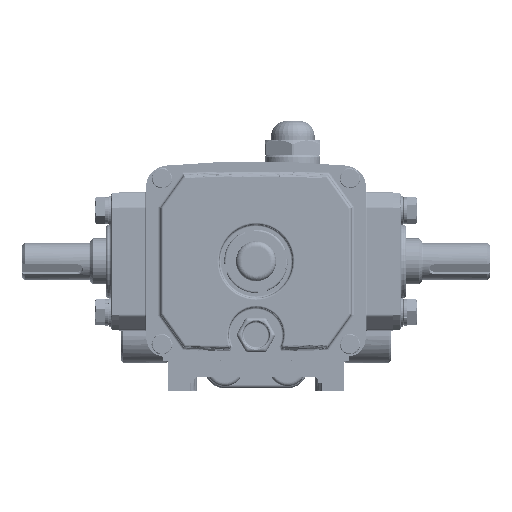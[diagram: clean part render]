
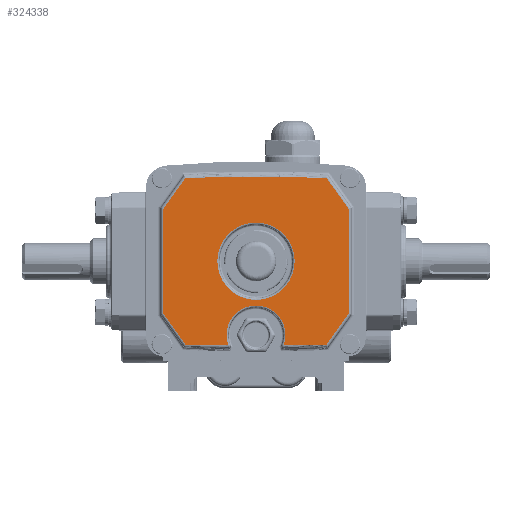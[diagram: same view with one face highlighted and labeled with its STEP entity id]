
A CAD part, top view. The second image highlights one B-rep face of the part: STEP entity #324338.
In plain terms, the highlighted planar face has unit normal (0, 0, 1).
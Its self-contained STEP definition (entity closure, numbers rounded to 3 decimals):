
#317037 = CARTESIAN_POINT ( 'NONE',  ( -21., 0., 203.25 ) ) ;
#317040 = DIRECTION ( 'NONE',  ( -1., 0., 0. ) ) ;
#317043 = DIRECTION ( 'NONE',  ( 0., 0., -1. ) ) ;
#317046 = CARTESIAN_POINT ( 'NONE',  ( 0., 0., 203.25 ) ) ;
#317047 = AXIS2_PLACEMENT_3D ( 'NONE', #317046, #317043, #317040 ) ;
#317050 = CIRCLE ( 'NONE', #317047, 21. ) ;
#317060 = CARTESIAN_POINT ( 'NONE',  ( 21., 0., 203.25 ) ) ;
#317590 = CARTESIAN_POINT ( 'NONE',  ( -14.952, -45.696, 203.25 ) ) ;
#318282 = DIRECTION ( 'NONE',  ( -1., 0., 0. ) ) ;
#318285 = DIRECTION ( 'NONE',  ( 0., 0., -1. ) ) ;
#318287 = CARTESIAN_POINT ( 'NONE',  ( 0., -40., 203.25 ) ) ;
#318289 = AXIS2_PLACEMENT_3D ( 'NONE', #318287, #318285, #318282 ) ;
#318305 = CIRCLE ( 'NONE', #318289, 16. ) ;
#318552 = CARTESIAN_POINT ( 'NONE',  ( -16., -40., 203.25 ) ) ;
#318554 = DIRECTION ( 'NONE',  ( -1., 0., 0. ) ) ;
#318557 = DIRECTION ( 'NONE',  ( 0., 0., -1. ) ) ;
#318560 = CARTESIAN_POINT ( 'NONE',  ( 0., -40., 203.25 ) ) ;
#318562 = AXIS2_PLACEMENT_3D ( 'NONE', #318560, #318557, #318554 ) ;
#318565 = CIRCLE ( 'NONE', #318562, 16. ) ;
#318599 = CARTESIAN_POINT ( 'NONE',  ( 16., -40., 203.25 ) ) ;
#319933 = CARTESIAN_POINT ( 'NONE',  ( 38.216, -45.27, 203.25 ) ) ;
#319937 = CARTESIAN_POINT ( 'NONE',  ( 14.952, -45.696, 203.25 ) ) ;
#319943 = DIRECTION ( 'NONE',  ( -1., 0., 0. ) ) ;
#319947 = DIRECTION ( 'NONE',  ( 0., 0., 1. ) ) ;
#319951 = CARTESIAN_POINT ( 'NONE',  ( 0., 1406.329, 203.25 ) ) ;
#319954 = AXIS2_PLACEMENT_3D ( 'NONE', #319951, #319947, #319943 ) ;
#319977 = CIRCLE ( 'NONE', #319954, 1452.102 ) ;
#321961 = VERTEX_POINT ( 'NONE', #317060 ) ;
#321966 = EDGE_CURVE ( 'NONE', #321967, #321961, #317050, .T. ) ;
#321967 = VERTEX_POINT ( 'NONE', #317037 ) ;
#322062 = VERTEX_POINT ( 'NONE', #317590 ) ;
#322217 = EDGE_CURVE ( 'NONE', #322062, #322268, #318305, .T. ) ;
#322260 = VERTEX_POINT ( 'NONE', #318599 ) ;
#322265 = EDGE_CURVE ( 'NONE', #322268, #322260, #318565, .T. ) ;
#322268 = VERTEX_POINT ( 'NONE', #318552 ) ;
#322531 = EDGE_CURVE ( 'NONE', #322534, #322536, #319977, .T. ) ;
#322534 = VERTEX_POINT ( 'NONE', #319937 ) ;
#322536 = VERTEX_POINT ( 'NONE', #319933 ) ;
#324279 = ORIENTED_EDGE ( 'NONE', *, *, #321966, .T. ) ;
#324283 = ORIENTED_EDGE ( 'NONE', *, *, #324286, .T. ) ;
#324286 = EDGE_CURVE ( 'NONE', #321961, #321967, #326568, .T. ) ;
#324291 = EDGE_LOOP ( 'NONE', ( #324292, #324300, #324305, #324307, #324310, #324492, #324502, #324508, #324517, #324525, #324444, #324453 ) ) ;
#324292 = ORIENTED_EDGE ( 'NONE', *, *, #324294, .T. ) ;
#324294 = EDGE_CURVE ( 'NONE', #324297, #322062, #326548, .T. ) ;
#324297 = VERTEX_POINT ( 'NONE', #326533 ) ;
#324300 = ORIENTED_EDGE ( 'NONE', *, *, #322217, .T. ) ;
#324305 = ORIENTED_EDGE ( 'NONE', *, *, #322265, .T. ) ;
#324307 = ORIENTED_EDGE ( 'NONE', *, *, #324308, .T. ) ;
#324308 = EDGE_CURVE ( 'NONE', #322260, #322534, #326523, .T. ) ;
#324310 = ORIENTED_EDGE ( 'NONE', *, *, #322531, .T. ) ;
#324338 = ADVANCED_FACE ( 'NONE', ( #326649, #326638 ), #326824, .F. ) ;
#324441 = VERTEX_POINT ( 'NONE', #327423 ) ;
#324444 = ORIENTED_EDGE ( 'NONE', *, *, #324447, .T. ) ;
#324447 = EDGE_CURVE ( 'NONE', #324441, #324450, #327408, .T. ) ;
#324450 = VERTEX_POINT ( 'NONE', #327397 ) ;
#324453 = ORIENTED_EDGE ( 'NONE', *, *, #324457, .T. ) ;
#324457 = EDGE_CURVE ( 'NONE', #324450, #324297, #327389, .T. ) ;
#324492 = ORIENTED_EDGE ( 'NONE', *, *, #324494, .T. ) ;
#324494 = EDGE_CURVE ( 'NONE', #322536, #324499, #327680, .T. ) ;
#324499 = VERTEX_POINT ( 'NONE', #327618 ) ;
#324502 = ORIENTED_EDGE ( 'NONE', *, *, #324504, .T. ) ;
#324504 = EDGE_CURVE ( 'NONE', #324499, #324506, #327610, .T. ) ;
#324506 = VERTEX_POINT ( 'NONE', #327601 ) ;
#324508 = ORIENTED_EDGE ( 'NONE', *, *, #324511, .T. ) ;
#324511 = EDGE_CURVE ( 'NONE', #324506, #324514, #327593, .T. ) ;
#324514 = VERTEX_POINT ( 'NONE', #327585 ) ;
#324517 = ORIENTED_EDGE ( 'NONE', *, *, #324520, .T. ) ;
#324520 = EDGE_CURVE ( 'NONE', #324514, #324522, #327577, .T. ) ;
#324522 = VERTEX_POINT ( 'NONE', #327793 ) ;
#324525 = ORIENTED_EDGE ( 'NONE', *, *, #324528, .T. ) ;
#324528 = EDGE_CURVE ( 'NONE', #324522, #324441, #327783, .T. ) ;
#324530 = EDGE_LOOP ( 'NONE', ( #324279, #324283 ) ) ;
#326514 = DIRECTION ( 'NONE',  ( -1., 0., 0. ) ) ;
#326517 = DIRECTION ( 'NONE',  ( 0., 0., -1. ) ) ;
#326518 = CARTESIAN_POINT ( 'NONE',  ( 0., -40., 203.25 ) ) ;
#326520 = AXIS2_PLACEMENT_3D ( 'NONE', #326518, #326517, #326514 ) ;
#326523 = CIRCLE ( 'NONE', #326520, 16. ) ;
#326533 = CARTESIAN_POINT ( 'NONE',  ( -38.216, -45.27, 203.25 ) ) ;
#326536 = DIRECTION ( 'NONE',  ( -1., 0., 0. ) ) ;
#326540 = DIRECTION ( 'NONE',  ( 0., 0., 1. ) ) ;
#326543 = CARTESIAN_POINT ( 'NONE',  ( 0., 1406.329, 203.25 ) ) ;
#326545 = AXIS2_PLACEMENT_3D ( 'NONE', #326543, #326540, #326536 ) ;
#326548 = CIRCLE ( 'NONE', #326545, 1452.102 ) ;
#326558 = DIRECTION ( 'NONE',  ( -1., 0., 0. ) ) ;
#326562 = DIRECTION ( 'NONE',  ( 0., 0., -1. ) ) ;
#326564 = CARTESIAN_POINT ( 'NONE',  ( 0., 0., 203.25 ) ) ;
#326567 = AXIS2_PLACEMENT_3D ( 'NONE', #326564, #326562, #326558 ) ;
#326568 = CIRCLE ( 'NONE', #326567, 21. ) ;
#326638 = FACE_OUTER_BOUND ( 'NONE', #324291, .T. ) ;
#326649 = FACE_BOUND ( 'NONE', #324530, .T. ) ;
#326806 = DIRECTION ( 'NONE',  ( -1., 0., 0. ) ) ;
#326808 = DIRECTION ( 'NONE',  ( 0., 0., -1. ) ) ;
#326810 = CARTESIAN_POINT ( 'NONE',  ( 0., -1406.329, 203.25 ) ) ;
#326812 = AXIS2_PLACEMENT_3D ( 'NONE', #326810, #326808, #326806 ) ;
#326824 = PLANE ( 'NONE',  #326812 ) ;
#327384 = DIRECTION ( 'NONE',  ( 0.583, -0.812, 0. ) ) ;
#327385 = VECTOR ( 'NONE', #327384, 1000. ) ;
#327387 = CARTESIAN_POINT ( 'NONE',  ( 619.7, -961.192, 203.25 ) ) ;
#327389 = LINE ( 'NONE', #327387, #327385 ) ;
#327397 = CARTESIAN_POINT ( 'NONE',  ( -50.25, -28.517, 203.25 ) ) ;
#327400 = DIRECTION ( 'NONE',  ( 0., -1., 0. ) ) ;
#327403 = VECTOR ( 'NONE', #327400, 1000. ) ;
#327406 = CARTESIAN_POINT ( 'NONE',  ( -50.25, -1406.329, 203.25 ) ) ;
#327408 = LINE ( 'NONE', #327406, #327403 ) ;
#327423 = CARTESIAN_POINT ( 'NONE',  ( -50.25, 28.517, 203.25 ) ) ;
#327573 = CARTESIAN_POINT ( 'NONE',  ( 0., -1406.329, 203.25 ) ) ;
#327575 = AXIS2_PLACEMENT_3D ( 'NONE', #327573, #327799, #327796 ) ;
#327577 = CIRCLE ( 'NONE', #327575, 1452.102 ) ;
#327585 = CARTESIAN_POINT ( 'NONE',  ( 38.216, 45.27, 203.25 ) ) ;
#327587 = DIRECTION ( 'NONE',  ( -0.583, 0.812, 0. ) ) ;
#327588 = VECTOR ( 'NONE', #327587, 1000. ) ;
#327591 = CARTESIAN_POINT ( 'NONE',  ( 713.019, -894.161, 203.25 ) ) ;
#327593 = LINE ( 'NONE', #327591, #327588 ) ;
#327601 = CARTESIAN_POINT ( 'NONE',  ( 50.25, 28.517, 203.25 ) ) ;
#327603 = DIRECTION ( 'NONE',  ( 0., 1., 0. ) ) ;
#327605 = VECTOR ( 'NONE', #327603, 1000. ) ;
#327607 = CARTESIAN_POINT ( 'NONE',  ( 50.25, -1406.329, 203.25 ) ) ;
#327610 = LINE ( 'NONE', #327607, #327605 ) ;
#327618 = CARTESIAN_POINT ( 'NONE',  ( 50.25, -28.517, 203.25 ) ) ;
#327620 = DIRECTION ( 'NONE',  ( 0.583, 0.812, 0. ) ) ;
#327622 = VECTOR ( 'NONE', #327620, 1000. ) ;
#327624 = CARTESIAN_POINT ( 'NONE',  ( -619.7, -961.192, 203.25 ) ) ;
#327680 = LINE ( 'NONE', #327624, #327622 ) ;
#327776 = DIRECTION ( 'NONE',  ( -0.583, -0.812, 0. ) ) ;
#327778 = VECTOR ( 'NONE', #327776, 1000. ) ;
#327781 = CARTESIAN_POINT ( 'NONE',  ( -713.019, -894.161, 203.25 ) ) ;
#327783 = LINE ( 'NONE', #327781, #327778 ) ;
#327793 = CARTESIAN_POINT ( 'NONE',  ( -38.216, 45.27, 203.25 ) ) ;
#327796 = DIRECTION ( 'NONE',  ( -1., 0., 0. ) ) ;
#327799 = DIRECTION ( 'NONE',  ( 0., 0., 1. ) ) ;
